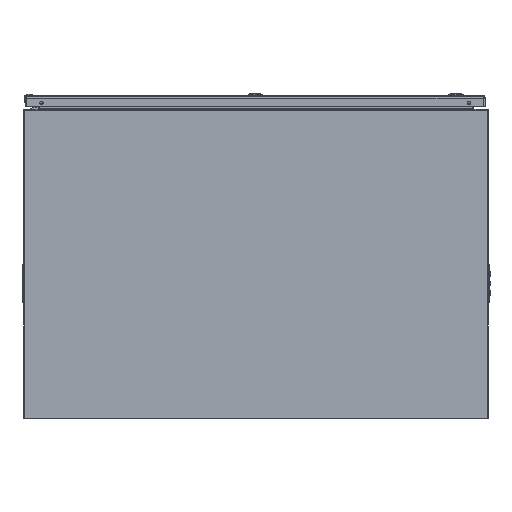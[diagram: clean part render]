
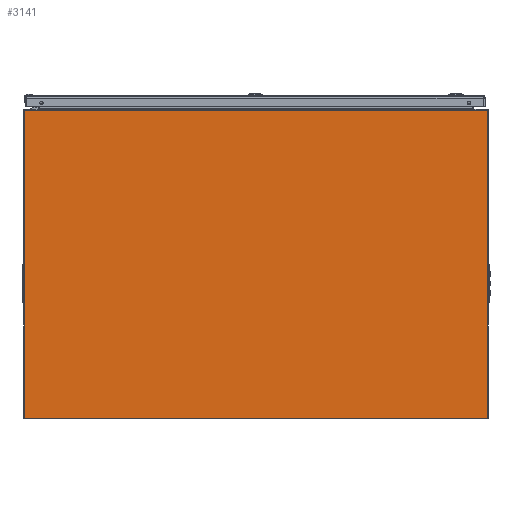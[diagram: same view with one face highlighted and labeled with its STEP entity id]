
A CAD part, front view. The second image highlights one B-rep face of the part: STEP entity #3141.
In plain terms, the highlighted planar face has unit normal (0, -1, 0).
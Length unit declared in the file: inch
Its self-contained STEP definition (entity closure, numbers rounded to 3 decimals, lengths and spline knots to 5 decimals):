
#365 = DIRECTION ( 'NONE',  ( 0., 0., 1. ) ) ;
#3141 = ADVANCED_FACE ( 'NONE', ( #78793 ), #98571, .T. ) ;
#4767 = CARTESIAN_POINT ( 'NONE',  ( -16.798, -36., 11.883 ) ) ;
#5302 = ORIENTED_EDGE ( 'NONE', *, *, #39516, .T. ) ;
#5303 = DIRECTION ( 'NONE',  ( -1., 0., 0. ) ) ;
#6042 = VECTOR ( 'NONE', #161701, 39.37008 ) ;
#6309 = VECTOR ( 'NONE', #166475, 39.37008 ) ;
#8307 = CARTESIAN_POINT ( 'NONE',  ( 17.937, -36., 11.857 ) ) ;
#9822 = DIRECTION ( 'NONE',  ( -0.174, 0., -0.985 ) ) ;
#12762 = CARTESIAN_POINT ( 'NONE',  ( -16.82312, -36., 11.937 ) ) ;
#14593 = CARTESIAN_POINT ( 'NONE',  ( 0., -36., 11.883 ) ) ;
#15798 = VECTOR ( 'NONE', #82291, 39.37008 ) ;
#17251 = DIRECTION ( 'NONE',  ( 0., 0., -1. ) ) ;
#19721 = DIRECTION ( 'NONE',  ( 0., 1., 0. ) ) ;
#21725 = LINE ( 'NONE', #201427, #143205 ) ;
#22041 = EDGE_CURVE ( 'NONE', #220869, #151503, #84587, .T. ) ;
#23969 = CARTESIAN_POINT ( 'NONE',  ( 0., -36., 0. ) ) ;
#25398 = LINE ( 'NONE', #80260, #176573 ) ;
#25546 = VERTEX_POINT ( 'NONE', #107712 ) ;
#27413 = ORIENTED_EDGE ( 'NONE', *, *, #178686, .T. ) ;
#29826 = ORIENTED_EDGE ( 'NONE', *, *, #108976, .F. ) ;
#33536 = ORIENTED_EDGE ( 'NONE', *, *, #186955, .T. ) ;
#37983 = CARTESIAN_POINT ( 'NONE',  ( -16.81836, -36., 11.91 ) ) ;
#39516 = EDGE_CURVE ( 'NONE', #157837, #57352, #25398, .T. ) ;
#40210 = CARTESIAN_POINT ( 'NONE',  ( -17.907, -36., -11.907 ) ) ;
#40271 = CARTESIAN_POINT ( 'NONE',  ( 16.80579, -36., 11.883 ) ) ;
#40470 = VERTEX_POINT ( 'NONE', #8307 ) ;
#42509 = DIRECTION ( 'NONE',  ( 0., 1., 0. ) ) ;
#43169 = VERTEX_POINT ( 'NONE', #174007 ) ;
#47845 = VERTEX_POINT ( 'NONE', #106100 ) ;
#51473 = VERTEX_POINT ( 'NONE', #221587 ) ;
#55575 = CARTESIAN_POINT ( 'NONE',  ( -17.907, -36., -11.937 ) ) ;
#56293 = CARTESIAN_POINT ( 'NONE',  ( 17.937, -36., 0. ) ) ;
#56865 = DIRECTION ( 'NONE',  ( 1., 0., 0. ) ) ;
#57352 = VERTEX_POINT ( 'NONE', #202514 ) ;
#59004 = DIRECTION ( 'NONE',  ( 0., -1., 0. ) ) ;
#61509 = VERTEX_POINT ( 'NONE', #12762 ) ;
#69605 = CARTESIAN_POINT ( 'NONE',  ( 17.857, -36., 11.937 ) ) ;
#72307 = CARTESIAN_POINT ( 'NONE',  ( 17.907, -36., -11.907 ) ) ;
#75002 = EDGE_LOOP ( 'NONE', ( #188103, #81739, #138946, #134294, #172671, #155834, #33536, #27413, #5302, #91796, #197123, #87403, #100895, #29826 ) ) ;
#78793 = FACE_OUTER_BOUND ( 'NONE', #75002, .T. ) ;
#80260 = CARTESIAN_POINT ( 'NONE',  ( 0., -36., 11.937 ) ) ;
#81739 = ORIENTED_EDGE ( 'NONE', *, *, #166178, .T. ) ;
#82291 = DIRECTION ( 'NONE',  ( -1., 0., 0. ) ) ;
#84587 = LINE ( 'NONE', #14593, #15798 ) ;
#87403 = ORIENTED_EDGE ( 'NONE', *, *, #22041, .T. ) ;
#87882 = VERTEX_POINT ( 'NONE', #148769 ) ;
#90522 = EDGE_CURVE ( 'NONE', #47845, #87882, #91263, .T. ) ;
#91263 = CIRCLE ( 'NONE', #113561, 0.03 ) ;
#91796 = ORIENTED_EDGE ( 'NONE', *, *, #166728, .T. ) ;
#98571 = PLANE ( 'NONE',  #114944 ) ;
#98884 = DIRECTION ( 'NONE',  ( -1., 0., 0. ) ) ;
#100895 = ORIENTED_EDGE ( 'NONE', *, *, #215835, .F. ) ;
#101639 = VECTOR ( 'NONE', #5303, 39.37008 ) ;
#106100 = CARTESIAN_POINT ( 'NONE',  ( 17.937, -36., -11.907 ) ) ;
#107712 = CARTESIAN_POINT ( 'NONE',  ( -16.8136, -36., 11.883 ) ) ;
#108976 = EDGE_CURVE ( 'NONE', #61509, #25546, #229459, .T. ) ;
#110940 = AXIS2_PLACEMENT_3D ( 'NONE', #143224, #211020, #17251 ) ;
#113561 = AXIS2_PLACEMENT_3D ( 'NONE', #72307, #19721, #199438 ) ;
#113892 = CARTESIAN_POINT ( 'NONE',  ( 0., -36., -11.937 ) ) ;
#114944 = AXIS2_PLACEMENT_3D ( 'NONE', #23969, #59004, #169790 ) ;
#116515 = DIRECTION ( 'NONE',  ( 0., 0., -1. ) ) ;
#117849 = VERTEX_POINT ( 'NONE', #55575 ) ;
#121161 = LINE ( 'NONE', #205295, #137882 ) ;
#124757 = CARTESIAN_POINT ( 'NONE',  ( -17.857, -36., 11.937 ) ) ;
#128903 = DIRECTION ( 'NONE',  ( 0., 0., -1. ) ) ;
#130248 = DIRECTION ( 'NONE',  ( 1., 0., 0. ) ) ;
#131273 = LINE ( 'NONE', #40271, #101639 ) ;
#133437 = AXIS2_PLACEMENT_3D ( 'NONE', #40210, #42509, #128903 ) ;
#134294 = ORIENTED_EDGE ( 'NONE', *, *, #221857, .F. ) ;
#137882 = VECTOR ( 'NONE', #116515, 39.37008 ) ;
#138946 = ORIENTED_EDGE ( 'NONE', *, *, #187459, .T. ) ;
#143205 = VECTOR ( 'NONE', #130248, 39.37008 ) ;
#143224 = CARTESIAN_POINT ( 'NONE',  ( -17.857, -36., 11.857 ) ) ;
#143694 = VERTEX_POINT ( 'NONE', #185781 ) ;
#148769 = CARTESIAN_POINT ( 'NONE',  ( 17.907, -36., -11.937 ) ) ;
#151503 = VERTEX_POINT ( 'NONE', #4767 ) ;
#152314 = VECTOR ( 'NONE', #9822, 39.37008 ) ;
#155834 = ORIENTED_EDGE ( 'NONE', *, *, #90522, .F. ) ;
#157837 = VERTEX_POINT ( 'NONE', #69605 ) ;
#158603 = VERTEX_POINT ( 'NONE', #124757 ) ;
#159379 = CIRCLE ( 'NONE', #133437, 0.03 ) ;
#160121 = EDGE_CURVE ( 'NONE', #143694, #220869, #131273, .T. ) ;
#161701 = DIRECTION ( 'NONE',  ( 0.174, 0., -0.985 ) ) ;
#163035 = LINE ( 'NONE', #202680, #6309 ) ;
#163612 = LINE ( 'NONE', #56293, #197392 ) ;
#163874 = CARTESIAN_POINT ( 'NONE',  ( 16.798, -36., 11.883 ) ) ;
#166178 = EDGE_CURVE ( 'NONE', #158603, #51473, #226655, .T. ) ;
#166237 = EDGE_CURVE ( 'NONE', #117849, #87882, #201505, .T. ) ;
#166475 = DIRECTION ( 'NONE',  ( -1., 0., 0. ) ) ;
#166728 = EDGE_CURVE ( 'NONE', #57352, #143694, #185995, .T. ) ;
#169660 = CARTESIAN_POINT ( 'NONE',  ( 16.81836, -36., 11.91 ) ) ;
#169790 = DIRECTION ( 'NONE',  ( 0., 0., -1. ) ) ;
#170629 = VECTOR ( 'NONE', #56865, 39.37008 ) ;
#172671 = ORIENTED_EDGE ( 'NONE', *, *, #166237, .T. ) ;
#174007 = CARTESIAN_POINT ( 'NONE',  ( -17.937, -36., -11.907 ) ) ;
#176573 = VECTOR ( 'NONE', #98884, 39.37008 ) ;
#178686 = EDGE_CURVE ( 'NONE', #40470, #157837, #229066, .T. ) ;
#183090 = EDGE_CURVE ( 'NONE', #61509, #158603, #163035, .T. ) ;
#185781 = CARTESIAN_POINT ( 'NONE',  ( 16.8136, -36., 11.883 ) ) ;
#185995 = LINE ( 'NONE', #169660, #152314 ) ;
#186955 = EDGE_CURVE ( 'NONE', #47845, #40470, #163612, .T. ) ;
#187459 = EDGE_CURVE ( 'NONE', #51473, #43169, #121161, .T. ) ;
#188103 = ORIENTED_EDGE ( 'NONE', *, *, #183090, .T. ) ;
#191885 = AXIS2_PLACEMENT_3D ( 'NONE', #192365, #209912, #193495 ) ;
#192365 = CARTESIAN_POINT ( 'NONE',  ( 17.857, -36., 11.857 ) ) ;
#193495 = DIRECTION ( 'NONE',  ( 0., 0., -1. ) ) ;
#197123 = ORIENTED_EDGE ( 'NONE', *, *, #160121, .T. ) ;
#197392 = VECTOR ( 'NONE', #365, 39.37008 ) ;
#199438 = DIRECTION ( 'NONE',  ( 0., 0., -1. ) ) ;
#201427 = CARTESIAN_POINT ( 'NONE',  ( -16.80579, -36., 11.883 ) ) ;
#201505 = LINE ( 'NONE', #113892, #170629 ) ;
#202514 = CARTESIAN_POINT ( 'NONE',  ( 16.82312, -36., 11.937 ) ) ;
#202680 = CARTESIAN_POINT ( 'NONE',  ( 0., -36., 11.937 ) ) ;
#205295 = CARTESIAN_POINT ( 'NONE',  ( -17.937, -36., 0. ) ) ;
#209912 = DIRECTION ( 'NONE',  ( 0., -1., 0. ) ) ;
#211020 = DIRECTION ( 'NONE',  ( 0., -1., 0. ) ) ;
#215835 = EDGE_CURVE ( 'NONE', #25546, #151503, #21725, .T. ) ;
#220869 = VERTEX_POINT ( 'NONE', #163874 ) ;
#221587 = CARTESIAN_POINT ( 'NONE',  ( -17.937, -36., 11.857 ) ) ;
#221857 = EDGE_CURVE ( 'NONE', #117849, #43169, #159379, .T. ) ;
#226655 = CIRCLE ( 'NONE', #110940, 0.08 ) ;
#229066 = CIRCLE ( 'NONE', #191885, 0.08 ) ;
#229459 = LINE ( 'NONE', #37983, #6042 ) ;
